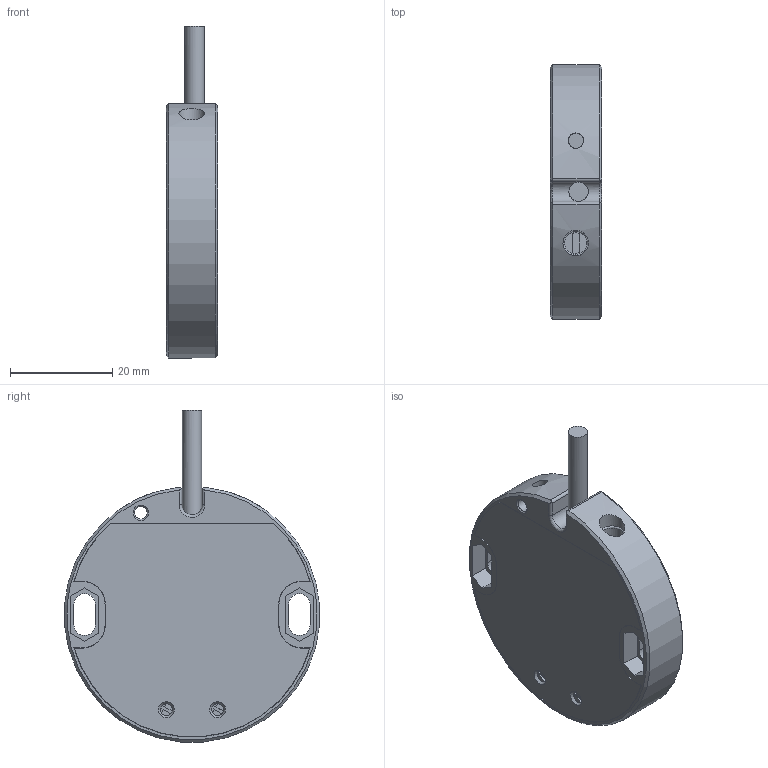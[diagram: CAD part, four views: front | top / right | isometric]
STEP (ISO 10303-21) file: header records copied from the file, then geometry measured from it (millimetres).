
FILE_DESCRIPTION (( 'STEP AP214' ), '1' );
FILE_NAME ('BCS003K.STEP', '2023-07-19T19:16:27', ( '' ), ( '' ), 'SwSTEP 2.0', 'SolidWorks 2021', '' );
FILE_SCHEMA (( 'AUTOMOTIVE_DESIGN' ));
Length unit declared in the file: inch
Products named in the file (1): BCS003K
Bounding box: 10 x 49.84 x 64.91 mm (x, y, z)
Volume: 18549.7 mm3; surface area: 6586 mm2
Topology: 1 solids, 1 shells, 183 faces, 454 edges, 302 vertices
Faces by surface type: plane 113, cylinder 61, cone 6, bspline 3
Full cylindrical faces by diameter (mm): 2.4 x2, 2.5 x2, 3 x1, 3.75 x1, 4.4 x1, 5 x1, 30.56 x1
Entity records: 8044 total; most frequent: CARTESIAN_POINT 1286, DIRECTION 894, ORIENTED_EDGE 864, EDGE_CURVE 432, AXIS2_PLACEMENT_3D 300, VERTEX_POINT 294, LINE 294, VECTOR 294
